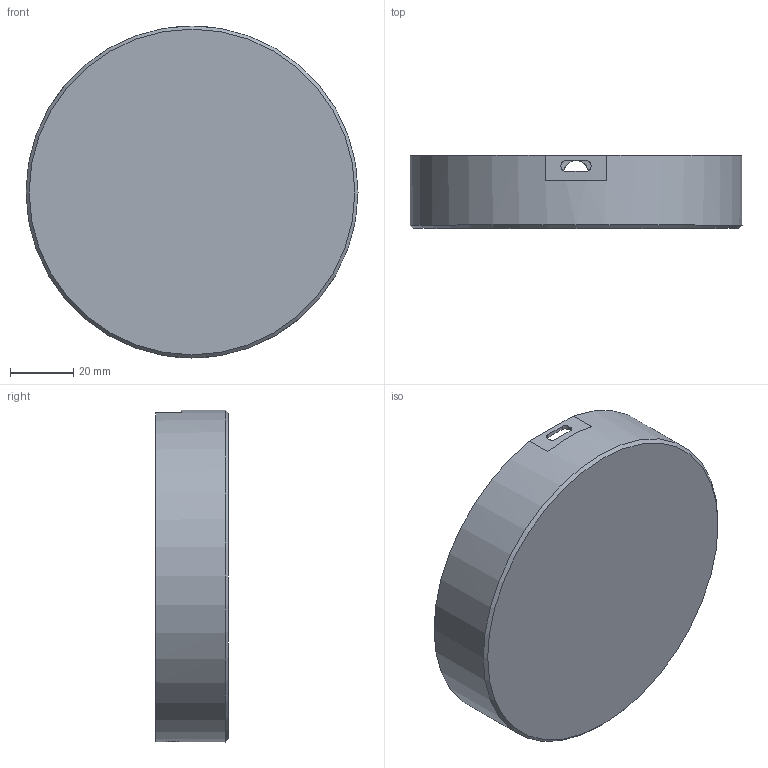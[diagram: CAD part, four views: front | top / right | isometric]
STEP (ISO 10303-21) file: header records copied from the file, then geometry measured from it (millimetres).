
FILE_DESCRIPTION(/* description */ (''),/* implementation_level */ '2;1');
FILE_NAME(/* name */ 'Enclosure.step',/* time_stamp */ '2024-09-12T17:48:49+02:00',/* author */ (''),/* organization */ (''),/* preprocessor_version */ 'ST-DEVELOPER v20',/* originating_system */ 'Autodesk Translation Framework v13.14.0.145',/* authorisation */ '');
FILE_SCHEMA (('AUTOMOTIVE_DESIGN { 1 0 10303 214 3 1 1 }'));
Length unit declared in the file: millimetre
Products named in the file (1): Enclosure
Bounding box: 105 x 23 x 105 mm (x, y, z)
Volume: 34468.8 mm3; surface area: 32408.2 mm2
Topology: 1 solids, 1 shells, 41 faces, 103 edges, 69 vertices
Faces by surface type: cylinder 23, plane 17, cone 1
Full cylindrical faces by diameter (mm): 2.6 x4, 8 x1, 101 x1, 105 x1
Entity records: 1387 total; most frequent: CARTESIAN_POINT 318, DIRECTION 232, ORIENTED_EDGE 206, EDGE_CURVE 103, AXIS2_PLACEMENT_3D 95, VERTEX_POINT 69, CIRCLE 53, EDGE_LOOP 50
